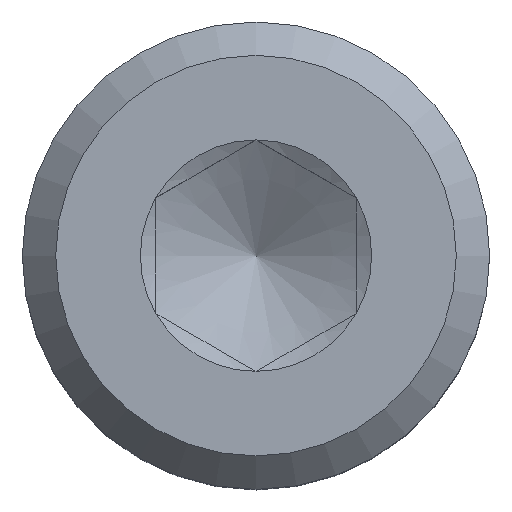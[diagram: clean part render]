
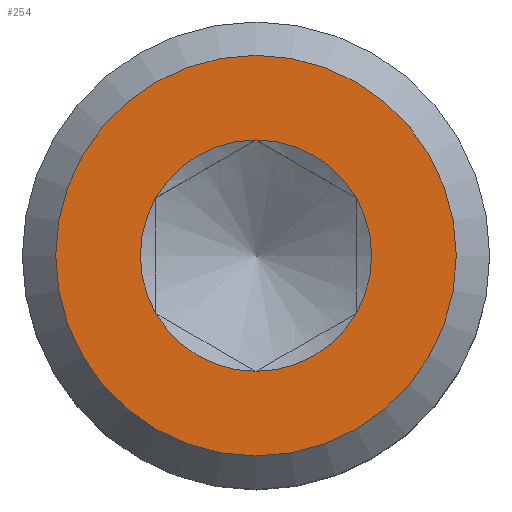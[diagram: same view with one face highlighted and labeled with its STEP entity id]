
A CAD part, top view. The second image highlights one B-rep face of the part: STEP entity #254.
In plain terms, the highlighted planar face has unit normal (0, 0, 1).
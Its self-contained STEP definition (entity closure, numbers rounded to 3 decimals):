
#49=PLANE('',#287);
#72=ORIENTED_EDGE('',*,*,#130,.F.);
#73=ORIENTED_EDGE('',*,*,#123,.T.);
#123=EDGE_CURVE('',#152,#152,#176,.T.);
#130=EDGE_CURVE('',#159,#159,#177,.T.);
#152=VERTEX_POINT('',#392);
#159=VERTEX_POINT('',#431);
#176=CIRCLE('',#286,3.465);
#177=CIRCLE('',#288,6.);
#189=EDGE_LOOP('',(#72));
#190=EDGE_LOOP('',(#73));
#219=FACE_BOUND('',#189,.T.);
#220=FACE_BOUND('',#190,.T.);
#254=ADVANCED_FACE('',(#219,#220),#49,.F.);
#286=AXIS2_PLACEMENT_3D('',#391,#319,#320);
#287=AXIS2_PLACEMENT_3D('',#429,#321,#322);
#288=AXIS2_PLACEMENT_3D('',#430,#323,#324);
#319=DIRECTION('',(0.,0.,-1.));
#320=DIRECTION('',(-1.,0.,0.));
#321=DIRECTION('',(0.,0.,-1.));
#322=DIRECTION('',(-1.,0.,0.));
#323=DIRECTION('',(0.,0.,-1.));
#324=DIRECTION('',(-1.,0.,0.));
#391=CARTESIAN_POINT('',(0.,0.,0.));
#392=CARTESIAN_POINT('',(-3.465,0.,0.));
#429=CARTESIAN_POINT('',(0.,3.465,0.));
#430=CARTESIAN_POINT('',(0.,0.,0.));
#431=CARTESIAN_POINT('',(-6.,0.,0.));
